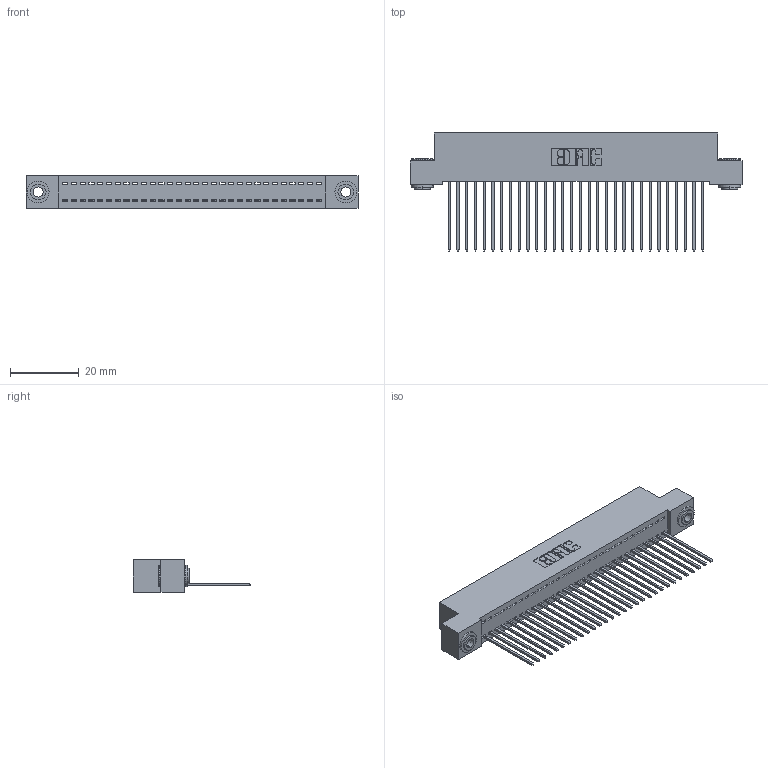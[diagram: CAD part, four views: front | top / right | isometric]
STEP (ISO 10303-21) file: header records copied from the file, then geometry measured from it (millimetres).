
FILE_DESCRIPTION (( 'STEP AP203' ), '1' );
FILE_NAME ('392-030-541-103.STEP', '2019-10-07T13:28:16', ( '' ), ( '' ), 'SwSTEP 2.0', 'SolidWorks 2016', '' );
FILE_SCHEMA (( 'CONFIG_CONTROL_DESIGN' ));
Length unit declared in the file: inch
Products named in the file (4): 342 Part_.156 TH; 345-292-001_345-293-141; 342-250-002_345-250-002-102; 392-030-541-103
Assembly tree (33 placements, depth 2):
  392-030-541-103
    342 Part_.156 TH
    345-292-001_345-293-141  x30
    342-250-002_345-250-002-102  x2
Bounding box: 96.52 x 34.3 x 9.4 mm (x, y, z)
Volume: 8540.5 mm3; surface area: 13106.4 mm2
Topology: 33 solids, 33 shells, 1888 faces, 5655 edges, 3726 vertices
Faces by surface type: plane 1336, cylinder 544, cone 8
Entity records: 20428 total; most frequent: CARTESIAN_POINT 3503, ORIENTED_EDGE 3462, DIRECTION 3013, EDGE_CURVE 1731, VECTOR 1579, LINE 1579, VERTEX_POINT 1150, AXIS2_PLACEMENT_3D 717
